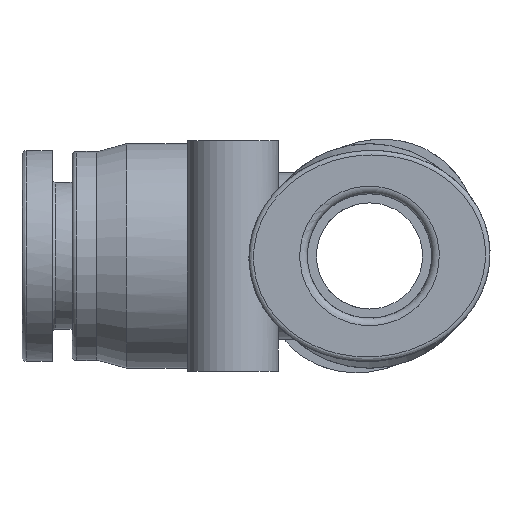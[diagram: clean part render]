
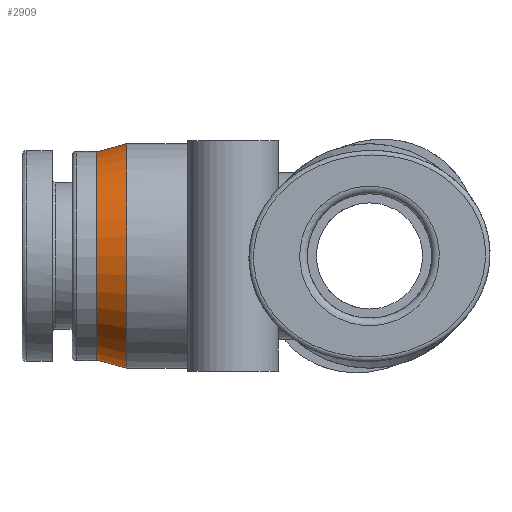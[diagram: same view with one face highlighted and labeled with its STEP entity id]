
A CAD part, left-side view. The second image highlights one B-rep face of the part: STEP entity #2909.
In plain terms, the highlighted conical face has half-angle 15.376 degrees and reference radius 7.4 mm.
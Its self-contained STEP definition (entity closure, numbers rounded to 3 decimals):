
#269 = CYLINDRICAL_SURFACE('',#270,7.4);
#270 = AXIS2_PLACEMENT_3D('',#271,#272,#273);
#271 = CARTESIAN_POINT('',(0.,23.99,0.));
#272 = DIRECTION('',(0.,1.,-0.));
#273 = DIRECTION('',(-1.,0.,0.));
#2079 = EDGE_CURVE('',#2080,#2080,#2082,.T.);
#2080 = VERTEX_POINT('',#2081);
#2081 = CARTESIAN_POINT('',(-7.4,16.,0.));
#2082 = SURFACE_CURVE('',#2083,(#2088,#2095),.PCURVE_S1.);
#2083 = CIRCLE('',#2084,7.4);
#2084 = AXIS2_PLACEMENT_3D('',#2085,#2086,#2087);
#2085 = CARTESIAN_POINT('',(0.,16.,0.));
#2086 = DIRECTION('',(0.,1.,-0.));
#2087 = DIRECTION('',(-1.,0.,0.));
#2088 = PCURVE('',#269,#2089);
#2089 = DEFINITIONAL_REPRESENTATION('',(#2090),#2094);
#2090 = LINE('',#2091,#2092);
#2091 = CARTESIAN_POINT('',(0.,-7.99));
#2092 = VECTOR('',#2093,1.);
#2093 = DIRECTION('',(1.,0.));
#2094 = ( GEOMETRIC_REPRESENTATION_CONTEXT(2) 
PARAMETRIC_REPRESENTATION_CONTEXT() REPRESENTATION_CONTEXT('2D SPACE',''
  ) );
#2095 = PCURVE('',#2096,#2101);
#2096 = CONICAL_SURFACE('',#2097,7.4,0.268);
#2097 = AXIS2_PLACEMENT_3D('',#2098,#2099,#2100);
#2098 = CARTESIAN_POINT('',(0.,16.,0.));
#2099 = DIRECTION('',(0.,-1.,0.));
#2100 = DIRECTION('',(1.,0.,0.));
#2101 = DEFINITIONAL_REPRESENTATION('',(#2102),#2106);
#2102 = LINE('',#2103,#2104);
#2103 = CARTESIAN_POINT('',(9.425,0.));
#2104 = VECTOR('',#2105,1.);
#2105 = DIRECTION('',(-1.,0.));
#2106 = ( GEOMETRIC_REPRESENTATION_CONTEXT(2) 
PARAMETRIC_REPRESENTATION_CONTEXT() REPRESENTATION_CONTEXT('2D SPACE',''
  ) );
#2909 = ADVANCED_FACE('',(#2910),#2096,.T.);
#2910 = FACE_BOUND('',#2911,.T.);
#2911 = EDGE_LOOP('',(#2912,#2941,#2961,#2962));
#2912 = ORIENTED_EDGE('',*,*,#2913,.F.);
#2913 = EDGE_CURVE('',#2914,#2914,#2916,.T.);
#2914 = VERTEX_POINT('',#2915);
#2915 = CARTESIAN_POINT('',(-6.85,18.,0.));
#2916 = SURFACE_CURVE('',#2917,(#2922,#2929),.PCURVE_S1.);
#2917 = CIRCLE('',#2918,6.85);
#2918 = AXIS2_PLACEMENT_3D('',#2919,#2920,#2921);
#2919 = CARTESIAN_POINT('',(0.,18.,0.));
#2920 = DIRECTION('',(0.,1.,-0.));
#2921 = DIRECTION('',(-1.,0.,0.));
#2922 = PCURVE('',#2096,#2923);
#2923 = DEFINITIONAL_REPRESENTATION('',(#2924),#2928);
#2924 = LINE('',#2925,#2926);
#2925 = CARTESIAN_POINT('',(9.425,-2.));
#2926 = VECTOR('',#2927,1.);
#2927 = DIRECTION('',(-1.,0.));
#2928 = ( GEOMETRIC_REPRESENTATION_CONTEXT(2) 
PARAMETRIC_REPRESENTATION_CONTEXT() REPRESENTATION_CONTEXT('2D SPACE',''
  ) );
#2929 = PCURVE('',#2930,#2935);
#2930 = PLANE('',#2931);
#2931 = AXIS2_PLACEMENT_3D('',#2932,#2933,#2934);
#2932 = CARTESIAN_POINT('',(0.,18.,0.));
#2933 = DIRECTION('',(0.,1.,0.));
#2934 = DIRECTION('',(-0.013,0.,
    1.));
#2935 = DEFINITIONAL_REPRESENTATION('',(#2936),#2940);
#2936 = CIRCLE('',#2937,6.85);
#2937 = AXIS2_PLACEMENT_2D('',#2938,#2939);
#2938 = CARTESIAN_POINT('',(0.,0.));
#2939 = DIRECTION('',(0.013,-1.));
#2940 = ( GEOMETRIC_REPRESENTATION_CONTEXT(2) 
PARAMETRIC_REPRESENTATION_CONTEXT() REPRESENTATION_CONTEXT('2D SPACE',''
  ) );
#2941 = ORIENTED_EDGE('',*,*,#2942,.T.);
#2942 = EDGE_CURVE('',#2914,#2080,#2943,.T.);
#2943 = SEAM_CURVE('',#2944,(#2947,#2954),.PCURVE_S1.);
#2944 = B_SPLINE_CURVE_WITH_KNOTS('',1,(#2945,#2946),.UNSPECIFIED.,.F.,
  .F.,(2,2),(-2.074,0.),.PIECEWISE_BEZIER_KNOTS.);
#2945 = CARTESIAN_POINT('',(-6.85,18.,0.));
#2946 = CARTESIAN_POINT('',(-7.4,16.,0.));
#2947 = PCURVE('',#2096,#2948);
#2948 = DEFINITIONAL_REPRESENTATION('',(#2949),#2953);
#2949 = LINE('',#2950,#2951);
#2950 = CARTESIAN_POINT('',(9.425,0.));
#2951 = VECTOR('',#2952,1.);
#2952 = DIRECTION('',(0.,1.));
#2953 = ( GEOMETRIC_REPRESENTATION_CONTEXT(2) 
PARAMETRIC_REPRESENTATION_CONTEXT() REPRESENTATION_CONTEXT('2D SPACE',''
  ) );
#2954 = PCURVE('',#2096,#2955);
#2955 = DEFINITIONAL_REPRESENTATION('',(#2956),#2960);
#2956 = LINE('',#2957,#2958);
#2957 = CARTESIAN_POINT('',(3.142,0.));
#2958 = VECTOR('',#2959,1.);
#2959 = DIRECTION('',(0.,1.));
#2960 = ( GEOMETRIC_REPRESENTATION_CONTEXT(2) 
PARAMETRIC_REPRESENTATION_CONTEXT() REPRESENTATION_CONTEXT('2D SPACE',''
  ) );
#2961 = ORIENTED_EDGE('',*,*,#2079,.T.);
#2962 = ORIENTED_EDGE('',*,*,#2942,.F.);
